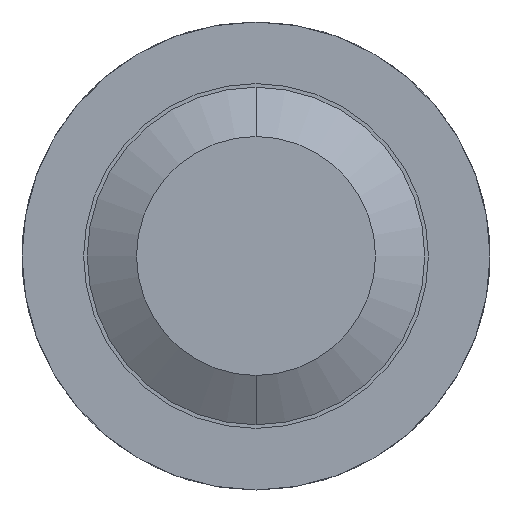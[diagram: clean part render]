
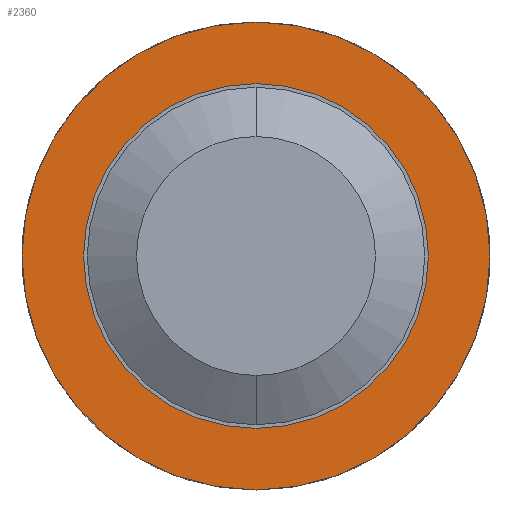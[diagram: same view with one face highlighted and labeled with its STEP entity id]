
A CAD part, front view. The second image highlights one B-rep face of the part: STEP entity #2360.
In plain terms, the highlighted planar face has unit normal (0, -1, 0).
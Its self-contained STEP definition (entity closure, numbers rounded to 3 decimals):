
#262 = DIRECTION ( 'NONE',  ( 0., 1., 0. ) ) ;
#331 = AXIS2_PLACEMENT_3D ( 'NONE', #1720, #262, #848 ) ;
#502 = DIRECTION ( 'NONE',  ( 0., 1., 0. ) ) ;
#519 = EDGE_CURVE ( 'Defeature ausgef�hrt3_17+Defeature ausgef�hrt3_11+Defeature ausgef�hrt3_11+Defeature ausgef�hrt3_11', #2234, #705, #1884, .T. ) ;
#595 = EDGE_LOOP ( 'NONE', ( #994, #3053 ) ) ;
#705 = VERTEX_POINT ( 'NONE', #2412 ) ;
#731 = AXIS2_PLACEMENT_3D ( 'NONE', #2540, #3664, #3381 ) ;
#770 = CARTESIAN_POINT ( 'NONE',  ( 0.95, -2.5, 0. ) ) ;
#782 = DIRECTION ( 'NONE',  ( 0., 0., 1. ) ) ;
#848 = DIRECTION ( 'NONE',  ( 0., 0., 1. ) ) ;
#939 = EDGE_CURVE ( 'Defeature ausgef�hrt3_17+Defeature ausgef�hrt3_11+Defeature ausgef�hrt3_11+Defeature ausgef�hrt3_11', #705, #2234, #1069, .T. ) ;
#994 = ORIENTED_EDGE ( 'NONE', *, *, #939, .T. ) ;
#1069 = CIRCLE ( 'NONE', #331, 0.685 ) ;
#1383 = EDGE_CURVE ( 'Defeature ausgef�hrt3_16+Defeature ausgef�hrt3_17+Defeature ausgef�hrt3_17+Defeature ausgef�hrt3_17', #2589, #2332, #3681, .T. ) ;
#1695 = AXIS2_PLACEMENT_3D ( 'NONE', #2270, #3193, #3433 ) ;
#1720 = CARTESIAN_POINT ( 'NONE',  ( 0., -2.5, 0. ) ) ;
#1884 = CIRCLE ( 'NONE', #2501, 0.685 ) ;
#2119 = FACE_BOUND ( 'NONE', #595, .T. ) ;
#2234 = VERTEX_POINT ( 'NONE', #2928 ) ;
#2270 = CARTESIAN_POINT ( 'NONE',  ( 0., -2.5, 0. ) ) ;
#2332 = VERTEX_POINT ( 'NONE', #3031 ) ;
#2360 = ADVANCED_FACE ( 'Defeature ausgef�hrt3_17', ( #3738, #2119 ), #3351, .F. ) ;
#2412 = CARTESIAN_POINT ( 'NONE',  ( 0., -2.5, 0.685 ) ) ;
#2501 = AXIS2_PLACEMENT_3D ( 'NONE', #3409, #2529, #782 ) ;
#2529 = DIRECTION ( 'NONE',  ( 0., 1., 0. ) ) ;
#2540 = CARTESIAN_POINT ( 'NONE',  ( 0., -2.5, 0. ) ) ;
#2589 = VERTEX_POINT ( 'NONE', #3561 ) ;
#2780 = DIRECTION ( 'NONE',  ( 0., 0., 1. ) ) ;
#2892 = AXIS2_PLACEMENT_3D ( 'NONE', #770, #502, #2780 ) ;
#2928 = CARTESIAN_POINT ( 'NONE',  ( 0., -2.5, -0.685 ) ) ;
#3031 = CARTESIAN_POINT ( 'NONE',  ( 0., -2.5, -0.95 ) ) ;
#3053 = ORIENTED_EDGE ( 'NONE', *, *, #519, .T. ) ;
#3193 = DIRECTION ( 'NONE',  ( 0., 1., 0. ) ) ;
#3254 = ORIENTED_EDGE ( 'NONE', *, *, #1383, .F. ) ;
#3351 = PLANE ( 'NONE',  #2892 ) ;
#3381 = DIRECTION ( 'NONE',  ( 0., 0., 1. ) ) ;
#3409 = CARTESIAN_POINT ( 'NONE',  ( 0., -2.5, 0. ) ) ;
#3433 = DIRECTION ( 'NONE',  ( 0., 0., 1. ) ) ;
#3561 = CARTESIAN_POINT ( 'NONE',  ( 0., -2.5, 0.95 ) ) ;
#3604 = ORIENTED_EDGE ( 'NONE', *, *, #3734, .F. ) ;
#3620 = CIRCLE ( 'NONE', #1695, 0.95 ) ;
#3664 = DIRECTION ( 'NONE',  ( 0., 1., 0. ) ) ;
#3681 = CIRCLE ( 'NONE', #731, 0.95 ) ;
#3697 = EDGE_LOOP ( 'NONE', ( #3254, #3604 ) ) ;
#3734 = EDGE_CURVE ( 'Defeature ausgef�hrt3_16+Defeature ausgef�hrt3_17+Defeature ausgef�hrt3_17+Defeature ausgef�hrt3_17', #2332, #2589, #3620, .T. ) ;
#3738 = FACE_OUTER_BOUND ( 'NONE', #3697, .T. ) ;
